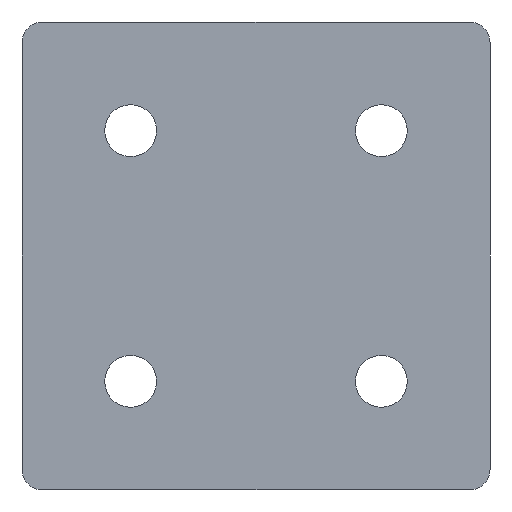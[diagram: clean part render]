
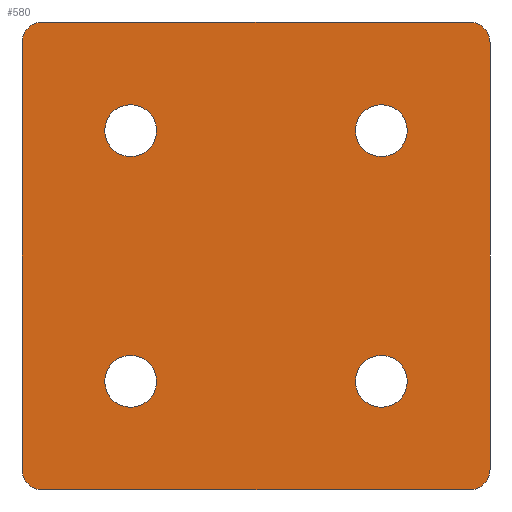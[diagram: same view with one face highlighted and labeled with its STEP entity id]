
A CAD part, front view. The second image highlights one B-rep face of the part: STEP entity #580.
In plain terms, the highlighted planar face has unit normal (0, -1, 0).
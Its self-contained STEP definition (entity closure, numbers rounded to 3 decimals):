
#2 = LINE ( 'NONE', #384, #564 ) ;
#12 = DIRECTION ( 'NONE',  ( 0., -1., 0. ) ) ;
#18 = VERTEX_POINT ( 'NONE', #273 ) ;
#28 = VERTEX_POINT ( 'NONE', #173 ) ;
#31 = DIRECTION ( 'NONE',  ( 0., 0., -1. ) ) ;
#35 = AXIS2_PLACEMENT_3D ( 'NONE', #553, #12, #555 ) ;
#37 = DIRECTION ( 'NONE',  ( 0., -1., 0. ) ) ;
#40 = EDGE_LOOP ( 'NONE', ( #298, #524 ) ) ;
#45 = AXIS2_PLACEMENT_3D ( 'NONE', #289, #637, #300 ) ;
#46 = ORIENTED_EDGE ( 'NONE', *, *, #152, .T. ) ;
#49 = FACE_BOUND ( 'NONE', #40, .T. ) ;
#51 = DIRECTION ( 'NONE',  ( 0., 1., 0. ) ) ;
#52 = CARTESIAN_POINT ( 'NONE',  ( 0., 0., 0. ) ) ;
#53 = EDGE_LOOP ( 'NONE', ( #140, #46 ) ) ;
#64 = EDGE_LOOP ( 'NONE', ( #398, #101, #98, #126, #575, #282, #338, #559 ) ) ;
#70 = CARTESIAN_POINT ( 'NONE',  ( -28., 0., 40.5 ) ) ;
#73 = AXIS2_PLACEMENT_3D ( 'NONE', #225, #374, #128 ) ;
#82 = ORIENTED_EDGE ( 'NONE', *, *, #530, .T. ) ;
#84 = AXIS2_PLACEMENT_3D ( 'NONE', #312, #106, #304 ) ;
#88 = FACE_BOUND ( 'NONE', #365, .T. ) ;
#91 = AXIS2_PLACEMENT_3D ( 'NONE', #528, #619, #270 ) ;
#98 = ORIENTED_EDGE ( 'NONE', *, *, #330, .F. ) ;
#100 = FACE_BOUND ( 'NONE', #491, .T. ) ;
#101 = ORIENTED_EDGE ( 'NONE', *, *, #144, .T. ) ;
#106 = DIRECTION ( 'NONE',  ( 0., 1., 0. ) ) ;
#114 = VECTOR ( 'NONE', #167, 1000. ) ;
#125 = AXIS2_PLACEMENT_3D ( 'NONE', #336, #500, #192 ) ;
#126 = ORIENTED_EDGE ( 'NONE', *, *, #496, .T. ) ;
#128 = DIRECTION ( 'NONE',  ( 0., 0., 1. ) ) ;
#134 = CARTESIAN_POINT ( 'NONE',  ( 15., 0., 0. ) ) ;
#140 = ORIENTED_EDGE ( 'NONE', *, *, #236, .T. ) ;
#142 = FACE_BOUND ( 'NONE', #53, .T. ) ;
#144 = EDGE_CURVE ( 'NONE', #427, #583, #433, .T. ) ;
#148 = CARTESIAN_POINT ( 'NONE',  ( 25.5, 0., 43. ) ) ;
#152 = EDGE_CURVE ( 'NONE', #536, #326, #625, .T. ) ;
#157 = CIRCLE ( 'NONE', #635, 3.1 ) ;
#161 = DIRECTION ( 'NONE',  ( 0., 1., 0. ) ) ;
#165 = CARTESIAN_POINT ( 'NONE',  ( -15., 0., 26.9 ) ) ;
#167 = DIRECTION ( 'NONE',  ( 1., 0., 0. ) ) ;
#171 = LINE ( 'NONE', #207, #114 ) ;
#173 = CARTESIAN_POINT ( 'NONE',  ( 25.5, 0., -13. ) ) ;
#178 = AXIS2_PLACEMENT_3D ( 'NONE', #476, #364, #31 ) ;
#180 = ORIENTED_EDGE ( 'NONE', *, *, #611, .T. ) ;
#192 = DIRECTION ( 'NONE',  ( 0., 0., 1. ) ) ;
#197 = VERTEX_POINT ( 'NONE', #396 ) ;
#201 = VERTEX_POINT ( 'NONE', #596 ) ;
#205 = CARTESIAN_POINT ( 'NONE',  ( 28., 0., 40.5 ) ) ;
#207 = CARTESIAN_POINT ( 'NONE',  ( -28., 0., 43. ) ) ;
#208 = CIRCLE ( 'NONE', #91, 2.5 ) ;
#214 = DIRECTION ( 'NONE',  ( 0., 1., 0. ) ) ;
#225 = CARTESIAN_POINT ( 'NONE',  ( 15., 0., 0. ) ) ;
#234 = ORIENTED_EDGE ( 'NONE', *, *, #484, .T. ) ;
#236 = EDGE_CURVE ( 'NONE', #326, #536, #246, .T. ) ;
#238 = AXIS2_PLACEMENT_3D ( 'NONE', #256, #406, #314 ) ;
#239 = AXIS2_PLACEMENT_3D ( 'NONE', #357, #161, #400 ) ;
#246 = CIRCLE ( 'NONE', #73, 3.1 ) ;
#247 = EDGE_CURVE ( 'NONE', #302, #294, #208, .T. ) ;
#249 = AXIS2_PLACEMENT_3D ( 'NONE', #52, #545, #588 ) ;
#255 = DIRECTION ( 'NONE',  ( 0., 0., -1. ) ) ;
#256 = CARTESIAN_POINT ( 'NONE',  ( 15., 0., 30. ) ) ;
#268 = EDGE_CURVE ( 'NONE', #28, #638, #458, .T. ) ;
#270 = DIRECTION ( 'NONE',  ( 0., 0., -1. ) ) ;
#273 = CARTESIAN_POINT ( 'NONE',  ( 15., 0., 26.9 ) ) ;
#282 = ORIENTED_EDGE ( 'NONE', *, *, #247, .T. ) ;
#283 = AXIS2_PLACEMENT_3D ( 'NONE', #134, #51, #443 ) ;
#286 = VERTEX_POINT ( 'NONE', #469 ) ;
#289 = CARTESIAN_POINT ( 'NONE',  ( -15., 0., 0. ) ) ;
#294 = VERTEX_POINT ( 'NONE', #415 ) ;
#298 = ORIENTED_EDGE ( 'NONE', *, *, #339, .T. ) ;
#300 = DIRECTION ( 'NONE',  ( 0., 0., 1. ) ) ;
#302 = VERTEX_POINT ( 'NONE', #315 ) ;
#304 = DIRECTION ( 'NONE',  ( 0., 0., 1. ) ) ;
#306 = CARTESIAN_POINT ( 'NONE',  ( -15., 0., 0. ) ) ;
#312 = CARTESIAN_POINT ( 'NONE',  ( 15., 0., 30. ) ) ;
#314 = DIRECTION ( 'NONE',  ( 0., 0., 1. ) ) ;
#315 = CARTESIAN_POINT ( 'NONE',  ( -28., 0., -10.5 ) ) ;
#317 = AXIS2_PLACEMENT_3D ( 'NONE', #633, #37, #582 ) ;
#326 = VERTEX_POINT ( 'NONE', #399 ) ;
#330 = EDGE_CURVE ( 'NONE', #526, #583, #171, .T. ) ;
#336 = CARTESIAN_POINT ( 'NONE',  ( -15., 0., 30. ) ) ;
#338 = ORIENTED_EDGE ( 'NONE', *, *, #421, .F. ) ;
#339 = EDGE_CURVE ( 'NONE', #632, #18, #424, .T. ) ;
#343 = CARTESIAN_POINT ( 'NONE',  ( 28., 0., -10.5 ) ) ;
#352 = LINE ( 'NONE', #597, #541 ) ;
#357 = CARTESIAN_POINT ( 'NONE',  ( -15., 0., 30. ) ) ;
#364 = DIRECTION ( 'NONE',  ( 0., -1., 0. ) ) ;
#365 = EDGE_LOOP ( 'NONE', ( #82, #495 ) ) ;
#370 = CIRCLE ( 'NONE', #238, 3.1 ) ;
#374 = DIRECTION ( 'NONE',  ( 0., 1., 0. ) ) ;
#384 = CARTESIAN_POINT ( 'NONE',  ( -28., 0., -13. ) ) ;
#385 = EDGE_CURVE ( 'NONE', #18, #632, #370, .T. ) ;
#388 = CARTESIAN_POINT ( 'NONE',  ( 15., 0., 33.1 ) ) ;
#391 = VERTEX_POINT ( 'NONE', #70 ) ;
#396 = CARTESIAN_POINT ( 'NONE',  ( -15., 0., 33.1 ) ) ;
#398 = ORIENTED_EDGE ( 'NONE', *, *, #447, .F. ) ;
#399 = CARTESIAN_POINT ( 'NONE',  ( 15., 0., 3.1 ) ) ;
#400 = DIRECTION ( 'NONE',  ( 0., 0., 1. ) ) ;
#404 = CIRCLE ( 'NONE', #125, 3.1 ) ;
#406 = DIRECTION ( 'NONE',  ( 0., 1., 0. ) ) ;
#407 = CARTESIAN_POINT ( 'NONE',  ( 15., 0., -3.1 ) ) ;
#415 = CARTESIAN_POINT ( 'NONE',  ( -25.5, 0., -13. ) ) ;
#421 = EDGE_CURVE ( 'NONE', #28, #294, #467, .T. ) ;
#424 = CIRCLE ( 'NONE', #84, 3.1 ) ;
#427 = VERTEX_POINT ( 'NONE', #205 ) ;
#433 = CIRCLE ( 'NONE', #317, 2.5 ) ;
#434 = VECTOR ( 'NONE', #452, 1000. ) ;
#435 = FACE_OUTER_BOUND ( 'NONE', #64, .T. ) ;
#442 = VERTEX_POINT ( 'NONE', #165 ) ;
#443 = DIRECTION ( 'NONE',  ( 0., 0., 1. ) ) ;
#447 = EDGE_CURVE ( 'NONE', #427, #638, #352, .T. ) ;
#452 = DIRECTION ( 'NONE',  ( -1., 0., 0. ) ) ;
#458 = CIRCLE ( 'NONE', #178, 2.5 ) ;
#461 = CIRCLE ( 'NONE', #45, 3.1 ) ;
#467 = LINE ( 'NONE', #513, #434 ) ;
#469 = CARTESIAN_POINT ( 'NONE',  ( -15., 0., 3.1 ) ) ;
#476 = CARTESIAN_POINT ( 'NONE',  ( 25.5, 0., -10.5 ) ) ;
#484 = EDGE_CURVE ( 'NONE', #197, #442, #533, .T. ) ;
#491 = EDGE_LOOP ( 'NONE', ( #234, #180 ) ) ;
#495 = ORIENTED_EDGE ( 'NONE', *, *, #603, .T. ) ;
#496 = EDGE_CURVE ( 'NONE', #526, #391, #604, .T. ) ;
#500 = DIRECTION ( 'NONE',  ( 0., 1., 0. ) ) ;
#506 = CARTESIAN_POINT ( 'NONE',  ( -25.5, 0., 43. ) ) ;
#513 = CARTESIAN_POINT ( 'NONE',  ( 28., 0., -13. ) ) ;
#524 = ORIENTED_EDGE ( 'NONE', *, *, #385, .T. ) ;
#526 = VERTEX_POINT ( 'NONE', #506 ) ;
#528 = CARTESIAN_POINT ( 'NONE',  ( -25.5, 0., -10.5 ) ) ;
#530 = EDGE_CURVE ( 'NONE', #286, #201, #157, .T. ) ;
#533 = CIRCLE ( 'NONE', #239, 3.1 ) ;
#536 = VERTEX_POINT ( 'NONE', #407 ) ;
#541 = VECTOR ( 'NONE', #255, 1000. ) ;
#542 = PLANE ( 'NONE',  #249 ) ;
#545 = DIRECTION ( 'NONE',  ( 0., -1., 0. ) ) ;
#553 = CARTESIAN_POINT ( 'NONE',  ( -25.5, 0., 40.5 ) ) ;
#555 = DIRECTION ( 'NONE',  ( 0., 0., -1. ) ) ;
#558 = DIRECTION ( 'NONE',  ( 0., 0., 1. ) ) ;
#559 = ORIENTED_EDGE ( 'NONE', *, *, #268, .T. ) ;
#564 = VECTOR ( 'NONE', #594, 1000. ) ;
#575 = ORIENTED_EDGE ( 'NONE', *, *, #592, .F. ) ;
#580 = ADVANCED_FACE ( 'NONE', ( #49, #100, #142, #88, #435 ), #542, .T. ) ;
#582 = DIRECTION ( 'NONE',  ( 0., 0., -1. ) ) ;
#583 = VERTEX_POINT ( 'NONE', #148 ) ;
#588 = DIRECTION ( 'NONE',  ( 0., 0., -1. ) ) ;
#592 = EDGE_CURVE ( 'NONE', #302, #391, #2, .T. ) ;
#594 = DIRECTION ( 'NONE',  ( 0., 0., 1. ) ) ;
#596 = CARTESIAN_POINT ( 'NONE',  ( -15., 0., -3.1 ) ) ;
#597 = CARTESIAN_POINT ( 'NONE',  ( 28., 0., 43. ) ) ;
#603 = EDGE_CURVE ( 'NONE', #201, #286, #461, .T. ) ;
#604 = CIRCLE ( 'NONE', #35, 2.5 ) ;
#611 = EDGE_CURVE ( 'NONE', #442, #197, #404, .T. ) ;
#619 = DIRECTION ( 'NONE',  ( 0., -1., 0. ) ) ;
#625 = CIRCLE ( 'NONE', #283, 3.1 ) ;
#632 = VERTEX_POINT ( 'NONE', #388 ) ;
#633 = CARTESIAN_POINT ( 'NONE',  ( 25.5, 0., 40.5 ) ) ;
#635 = AXIS2_PLACEMENT_3D ( 'NONE', #306, #214, #558 ) ;
#637 = DIRECTION ( 'NONE',  ( 0., 1., 0. ) ) ;
#638 = VERTEX_POINT ( 'NONE', #343 ) ;
